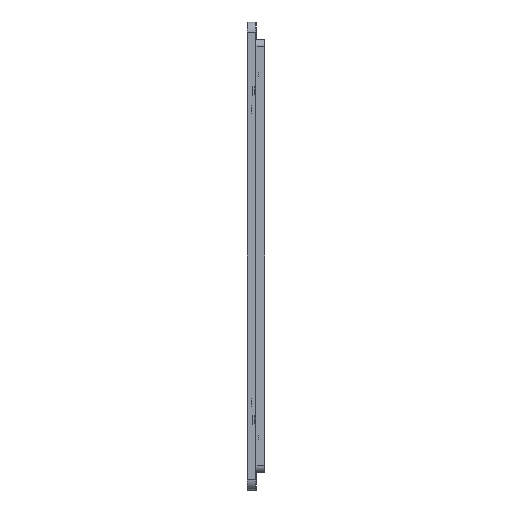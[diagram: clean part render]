
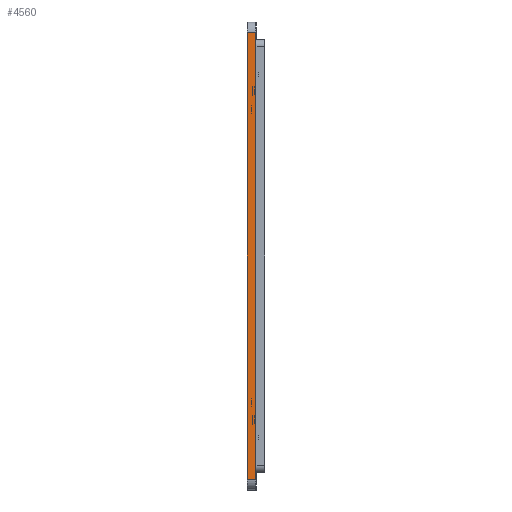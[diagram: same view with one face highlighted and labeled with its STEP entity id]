
A CAD part, left-side view. The second image highlights one B-rep face of the part: STEP entity #4560.
In plain terms, the highlighted planar face has unit normal (-1, 0, 0).
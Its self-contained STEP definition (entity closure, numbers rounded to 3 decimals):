
#8 = CARTESIAN_POINT ( 'NONE',  ( -215.9, 5., -127.4 ) ) ;
#71 = EDGE_CURVE ( 'NONE', #367, #2498, #4645, .T. ) ;
#367 = VERTEX_POINT ( 'NONE', #8586 ) ;
#595 = DIRECTION ( 'NONE',  ( 0., 0., -1. ) ) ;
#661 = ORIENTED_EDGE ( 'NONE', *, *, #9110, .F. ) ;
#956 = FACE_OUTER_BOUND ( 'NONE', #3977, .T. ) ;
#1115 = ORIENTED_EDGE ( 'NONE', *, *, #3626, .F. ) ;
#1669 = EDGE_CURVE ( 'NONE', #2498, #8436, #8804, .T. ) ;
#2306 = CARTESIAN_POINT ( 'NONE',  ( -215.9, 10., -127.4 ) ) ;
#2498 = VERTEX_POINT ( 'NONE', #8 ) ;
#2554 = ORIENTED_EDGE ( 'NONE', *, *, #71, .T. ) ;
#3023 = CARTESIAN_POINT ( 'NONE',  ( -215.9, 5., 127.4 ) ) ;
#3076 = CARTESIAN_POINT ( 'NONE',  ( -215.9, 5., 127.4 ) ) ;
#3141 = LINE ( 'NONE', #6936, #7489 ) ;
#3326 = ORIENTED_EDGE ( 'NONE', *, *, #1669, .T. ) ;
#3354 = PLANE ( 'NONE',  #5134 ) ;
#3626 = EDGE_CURVE ( 'NONE', #4858, #8436, #6216, .T. ) ;
#3977 = EDGE_LOOP ( 'NONE', ( #3326, #1115, #661, #2554 ) ) ;
#4135 = VECTOR ( 'NONE', #4569, 1000. ) ;
#4560 = ADVANCED_FACE ( 'NONE', ( #956 ), #3354, .F. ) ;
#4569 = DIRECTION ( 'NONE',  ( 0., 0., 1. ) ) ;
#4645 = LINE ( 'NONE', #2306, #8209 ) ;
#4796 = DIRECTION ( 'NONE',  ( 0., 0., 1. ) ) ;
#4858 = VERTEX_POINT ( 'NONE', #7108 ) ;
#5134 = AXIS2_PLACEMENT_3D ( 'NONE', #8354, #6970, #595 ) ;
#5297 = CARTESIAN_POINT ( 'NONE',  ( -215.9, 10., 127.4 ) ) ;
#6061 = DIRECTION ( 'NONE',  ( 0., -1., 0. ) ) ;
#6216 = LINE ( 'NONE', #5297, #9082 ) ;
#6936 = CARTESIAN_POINT ( 'NONE',  ( -215.9, 10., 127.4 ) ) ;
#6970 = DIRECTION ( 'NONE',  ( 1., 0., 0. ) ) ;
#7108 = CARTESIAN_POINT ( 'NONE',  ( -215.9, 10., 127.4 ) ) ;
#7489 = VECTOR ( 'NONE', #4796, 1000. ) ;
#7999 = DIRECTION ( 'NONE',  ( 0., -1., 0. ) ) ;
#8209 = VECTOR ( 'NONE', #7999, 1000. ) ;
#8354 = CARTESIAN_POINT ( 'NONE',  ( -215.9, 10., 127.4 ) ) ;
#8436 = VERTEX_POINT ( 'NONE', #3023 ) ;
#8586 = CARTESIAN_POINT ( 'NONE',  ( -215.9, 10., -127.4 ) ) ;
#8804 = LINE ( 'NONE', #3076, #4135 ) ;
#9082 = VECTOR ( 'NONE', #6061, 1000. ) ;
#9110 = EDGE_CURVE ( 'NONE', #367, #4858, #3141, .T. ) ;
